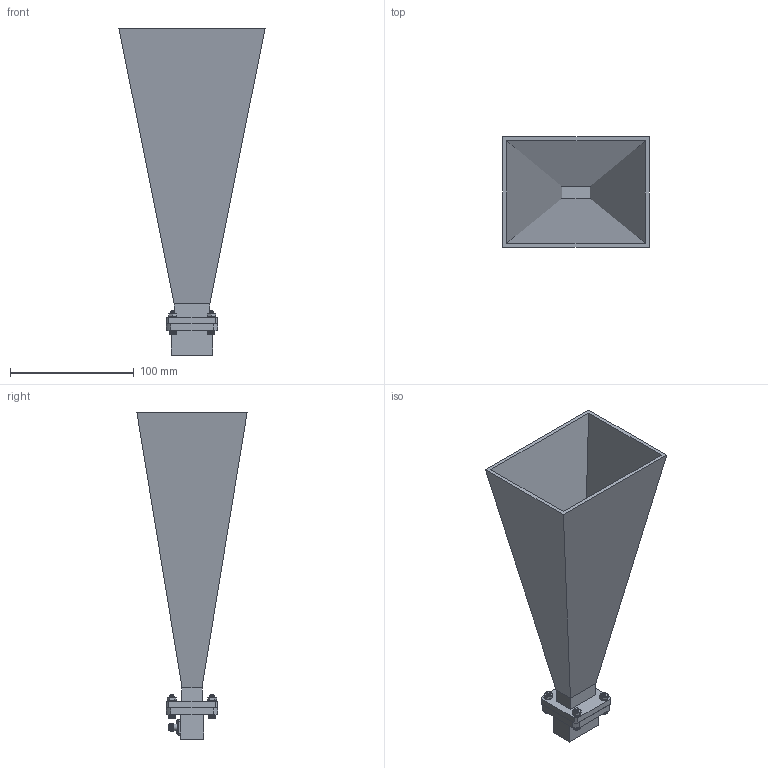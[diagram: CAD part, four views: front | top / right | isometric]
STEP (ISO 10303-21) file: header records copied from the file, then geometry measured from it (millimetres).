
FILE_DESCRIPTION (( 'STEP AP214' ), '1' );
FILE_NAME ('FMWAN090-20SF_3D.STEP', '2021-11-16T20:21:23', ( '' ), ( '' ), 'SwSTEP 2.0', 'SolidWorks 2021', '' );
FILE_SCHEMA (( 'AUTOMOTIVE_DESIGN' ));
Length unit declared in the file: inch
Products named in the file (6): FMWAN090-20SF_3D; 6-32HN-NARROW_90730A007; PEWCA1025; 6-32SH-HXx.625_92196A150; 6-LW; PEWAN090-20
Assembly tree (14 placements, depth 2):
  FMWAN090-20SF_3D
    6-32HN-NARROW_90730A007  x4
    6-32SH-HXx.625_92196A150  x4
    6-LW  x4
    PEWCA1025
    PEWAN090-20
Bounding box: 117.9 x 89.02 x 263.41 mm (x, y, z)
Volume: 210039.2 mm3; surface area: 125352.1 mm2
Topology: 14 solids, 19 shells, 1158 faces, 2697 edges, 1605 vertices
Faces by surface type: plane 705, cone 349, cylinder 60, bspline 43, torus 1
Full cylindrical faces by diameter (mm): 1.016 x1, 1.27 x1, 2.578 x4, 3.454 x4, 4.293 x4, 4.3 x4, 4.521 x1, 5.08 x1, 5.334 x2
Entity records: 24558 total; most frequent: CARTESIAN_POINT 12672, ORIENTED_EDGE 2114, DIRECTION 1704, EDGE_CURVE 1057, VERTEX_POINT 675, AXIS2_PLACEMENT_3D 649, EDGE_LOOP 540, FACE_OUTER_BOUND 483
